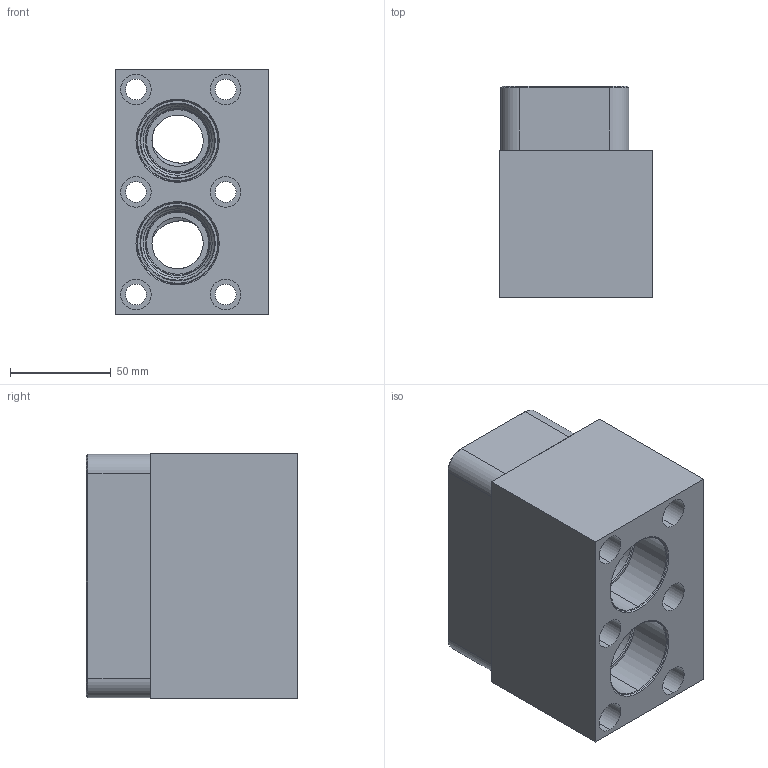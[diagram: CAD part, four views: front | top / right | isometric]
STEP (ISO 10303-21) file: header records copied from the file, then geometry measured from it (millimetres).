
FILE_DESCRIPTION((''),'2;1');
FILE_NAME('XYP_ASM','2020-02-25T',('ProEService'),(''),'PRO/ENGINEER BY PARAMETRIC TECHNOLOGY CORPORATION, 2014200','PRO/ENGINEER BY PARAMETRIC TECHNOLOGY CORPORATION, 2014200','');
FILE_SCHEMA(('CONFIG_CONTROL_DESIGN'));
Length unit declared in the file: inch
Products named in the file (2): 152-144-005; XYP_ASM
Assembly tree (1 placements, depth 2):
  XYP_ASM
    152-144-005
Bounding box: 76.2 x 104.78 x 121.44 mm (x, y, z)
Volume: 630064.9 mm3; surface area: 102742.4 mm2
Topology: 1 solids, 1 shells, 139 faces, 520 edges, 507 vertices
Faces by surface type: cylinder 68, cone 36, plane 27, torus 8
Entity records: 6172 total; most frequent: CARTESIAN_POINT 1747, DIRECTION 960, ORIENTED_EDGE 680, EDGE_CURVE 340, VECTOR 326, LINE 326, AXIS2_PLACEMENT_3D 317, VERTEX_POINT 216
